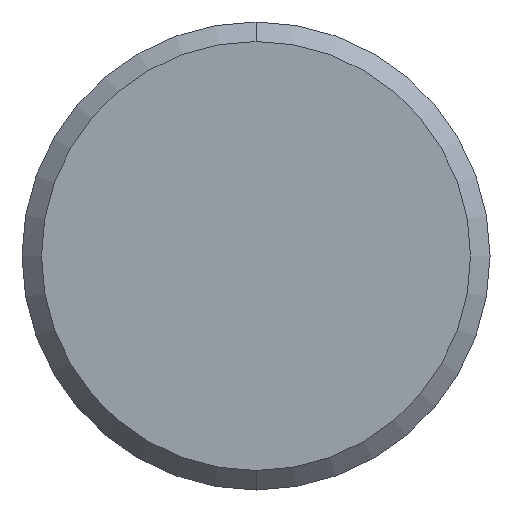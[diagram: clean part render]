
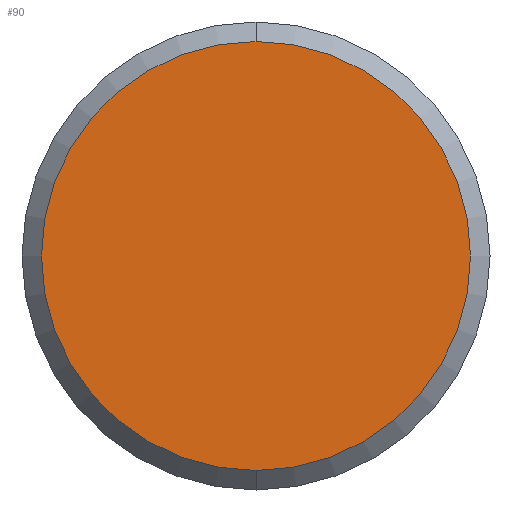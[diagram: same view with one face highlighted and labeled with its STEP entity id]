
A CAD part, front view. The second image highlights one B-rep face of the part: STEP entity #90.
In plain terms, the highlighted planar face has unit normal (0, -1, 0).
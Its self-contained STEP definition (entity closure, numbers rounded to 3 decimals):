
#7 = AXIS2_PLACEMENT_3D ( 'NONE', #203, #150, #50 ) ;
#9 = DIRECTION ( 'NONE',  ( 0., 0., 1. ) ) ;
#17 = ORIENTED_EDGE ( 'NONE', *, *, #29, .T. ) ;
#29 = EDGE_CURVE ( 'NONE', #100, #154, #236, .T. ) ;
#44 = ORIENTED_EDGE ( 'NONE', *, *, #93, .T. ) ;
#50 = DIRECTION ( 'NONE',  ( 0., 0., 1. ) ) ;
#68 = EDGE_LOOP ( 'NONE', ( #44, #17 ) ) ;
#77 = DIRECTION ( 'NONE',  ( 0., -1., 0. ) ) ;
#90 = ADVANCED_FACE ( 'NONE', ( #155 ), #101, .F. ) ;
#93 = EDGE_CURVE ( 'NONE', #154, #100, #108, .T. ) ;
#100 = VERTEX_POINT ( 'NONE', #160 ) ;
#101 = PLANE ( 'NONE',  #7 ) ;
#105 = DIRECTION ( 'NONE',  ( 0., -1., 0. ) ) ;
#108 = CIRCLE ( 'NONE', #172, 5.5 ) ;
#119 = CARTESIAN_POINT ( 'NONE',  ( 0., 0., 5.5 ) ) ;
#129 = CARTESIAN_POINT ( 'NONE',  ( 0., 0., 0. ) ) ;
#136 = DIRECTION ( 'NONE',  ( 0., 0., 1. ) ) ;
#150 = DIRECTION ( 'NONE',  ( 0., 1., 0. ) ) ;
#154 = VERTEX_POINT ( 'NONE', #119 ) ;
#155 = FACE_OUTER_BOUND ( 'NONE', #68, .T. ) ;
#160 = CARTESIAN_POINT ( 'NONE',  ( 0., 0., -5.5 ) ) ;
#164 = CARTESIAN_POINT ( 'NONE',  ( 0., 0., 0. ) ) ;
#172 = AXIS2_PLACEMENT_3D ( 'NONE', #164, #105, #9 ) ;
#184 = AXIS2_PLACEMENT_3D ( 'NONE', #129, #77, #136 ) ;
#203 = CARTESIAN_POINT ( 'NONE',  ( 0., 0., 0. ) ) ;
#236 = CIRCLE ( 'NONE', #184, 5.5 ) ;
